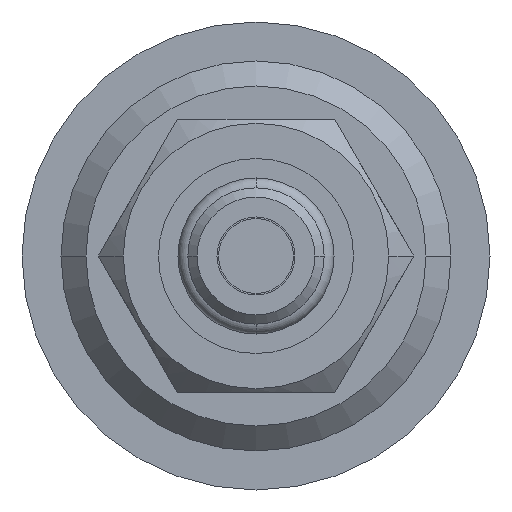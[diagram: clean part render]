
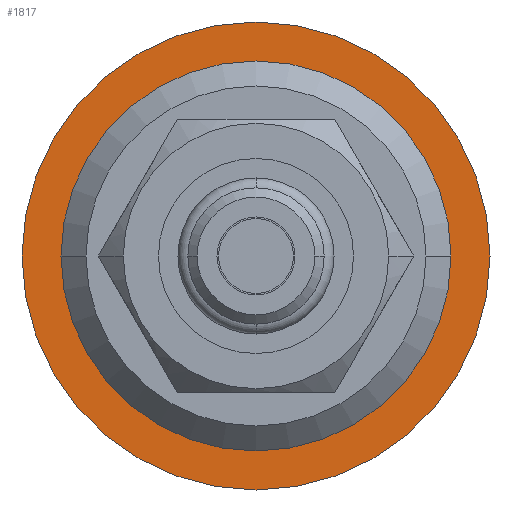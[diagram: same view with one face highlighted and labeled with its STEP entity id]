
A CAD part, front view. The second image highlights one B-rep face of the part: STEP entity #1817.
In plain terms, the highlighted planar face has unit normal (0, -1, 0).
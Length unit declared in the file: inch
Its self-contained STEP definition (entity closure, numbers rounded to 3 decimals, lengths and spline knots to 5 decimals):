
#510=CARTESIAN_POINT('',(0.,2.654,0.));
#511=DIRECTION('',(0.,1.,0.));
#512=DIRECTION('',(1.,0.,0.));
#513=AXIS2_PLACEMENT_3D('',#510,#511,#512);
#515=CARTESIAN_POINT('',(0.,2.654,0.));
#516=DIRECTION('',(0.,-1.,0.));
#517=DIRECTION('',(1.,0.,0.));
#518=AXIS2_PLACEMENT_3D('',#515,#516,#517);
#520=CARTESIAN_POINT('',(0.,2.654,0.));
#521=DIRECTION('',(0.,-1.,0.));
#522=DIRECTION('',(1.,0.,0.));
#523=AXIS2_PLACEMENT_3D('',#520,#521,#522);
#533=CARTESIAN_POINT('',(0.,2.654,0.));
#534=DIRECTION('',(0.,1.,0.));
#535=DIRECTION('',(1.,0.,0.));
#536=AXIS2_PLACEMENT_3D('',#533,#534,#535);
#1118=CARTESIAN_POINT('',(0.75,2.654,0.));
#1120=VERTEX_POINT('',#1118);
#1130=CARTESIAN_POINT('',(-0.75,2.654,0.));
#1132=VERTEX_POINT('',#1130);
#1142=CARTESIAN_POINT('',(0.54,2.654,0.));
#1143=CARTESIAN_POINT('',(-0.54,2.654,0.));
#1144=VERTEX_POINT('',#1142);
#1145=VERTEX_POINT('',#1143);
#1802=CARTESIAN_POINT('',(0.,2.654,0.));
#1803=DIRECTION('',(0.,-1.,0.));
#1804=DIRECTION('',(-1.,0.,0.));
#1805=AXIS2_PLACEMENT_3D('',#1802,#1803,#1804);
#1806=PLANE('',#1805);
#1808=ORIENTED_EDGE('',*,*,#1807,.F.);
#1810=ORIENTED_EDGE('',*,*,#1809,.T.);
#1811=EDGE_LOOP('',(#1808,#1810));
#1812=FACE_OUTER_BOUND('',#1811,.F.);
#1813=ORIENTED_EDGE('',*,*,#1789,.F.);
#1814=ORIENTED_EDGE('',*,*,#1768,.T.);
#1815=EDGE_LOOP('',(#1813,#1814));
#1816=FACE_BOUND('',#1815,.F.);
#1817=ADVANCED_FACE('',(#1812,#1816),#1806,.T.);
#514=CIRCLE('',#513,0.54);
#519=CIRCLE('',#518,0.54);
#524=CIRCLE('',#523,0.75);
#537=CIRCLE('',#536,0.75);
#1768=EDGE_CURVE('',#1144,#1145,#519,.T.);
#1789=EDGE_CURVE('',#1144,#1145,#514,.T.);
#1807=EDGE_CURVE('',#1120,#1132,#524,.T.);
#1809=EDGE_CURVE('',#1120,#1132,#537,.T.);
